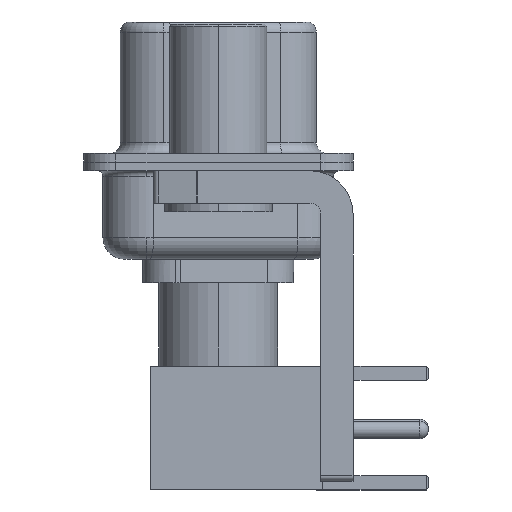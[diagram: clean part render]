
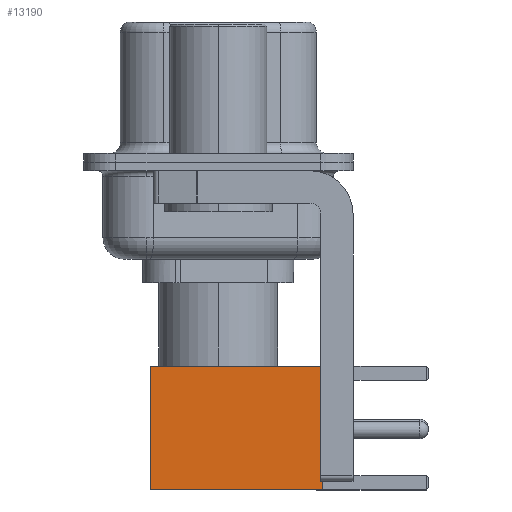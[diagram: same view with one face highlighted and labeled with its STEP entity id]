
A CAD part, left-side view. The second image highlights one B-rep face of the part: STEP entity #13190.
In plain terms, the highlighted face is planar.
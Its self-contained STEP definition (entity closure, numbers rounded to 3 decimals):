
#572 = EDGE_CURVE ( 'NONE', #14814, #19387, #15966, .T. ) ;
#720 = DIRECTION ( 'NONE',  ( 0., 0., -1. ) ) ;
#763 = LINE ( 'NONE', #12506, #895 ) ;
#777 = CARTESIAN_POINT ( 'NONE',  ( -2.875, 2.875, 0. ) ) ;
#895 = VECTOR ( 'NONE', #19140, 1000. ) ;
#1812 = VERTEX_POINT ( 'NONE', #9474 ) ;
#2153 = DIRECTION ( 'NONE',  ( -1., 0., 0. ) ) ;
#2266 = LINE ( 'NONE', #12650, #14828 ) ;
#2608 = AXIS2_PLACEMENT_3D ( 'NONE', #20751, #12450, #7321 ) ;
#3143 = EDGE_LOOP ( 'NONE', ( #14715, #17195, #3611, #21240 ) ) ;
#3611 = ORIENTED_EDGE ( 'NONE', *, *, #7725, .F. ) ;
#3866 = VECTOR ( 'NONE', #720, 1000. ) ;
#7321 = DIRECTION ( 'NONE',  ( 0., 0., 1. ) ) ;
#7725 = EDGE_CURVE ( 'NONE', #18107, #1812, #12628, .T. ) ;
#7903 = CARTESIAN_POINT ( 'NONE',  ( -2.875, 2.875, 8. ) ) ;
#9013 = CARTESIAN_POINT ( 'NONE',  ( 2.875, 2.875, 0. ) ) ;
#9106 = PLANE ( 'NONE',  #2608 ) ;
#9474 = CARTESIAN_POINT ( 'NONE',  ( -2.875, 2.875, 0. ) ) ;
#10960 = DIRECTION ( 'NONE',  ( 0., 0., -1. ) ) ;
#12336 = EDGE_CURVE ( 'NONE', #14814, #18107, #763, .T. ) ;
#12450 = DIRECTION ( 'NONE',  ( 0., 1., 0. ) ) ;
#12506 = CARTESIAN_POINT ( 'NONE',  ( 0., 2.875, 8. ) ) ;
#12628 = LINE ( 'NONE', #777, #15165 ) ;
#12650 = CARTESIAN_POINT ( 'NONE',  ( 0., 2.875, 0. ) ) ;
#13190 = ADVANCED_FACE ( 'NONE', ( #15849 ), #9106, .T. ) ;
#14715 = ORIENTED_EDGE ( 'NONE', *, *, #572, .T. ) ;
#14814 = VERTEX_POINT ( 'NONE', #18180 ) ;
#14828 = VECTOR ( 'NONE', #2153, 1000. ) ;
#15165 = VECTOR ( 'NONE', #10960, 1000. ) ;
#15849 = FACE_OUTER_BOUND ( 'NONE', #3143, .T. ) ;
#15966 = LINE ( 'NONE', #9013, #3866 ) ;
#17195 = ORIENTED_EDGE ( 'NONE', *, *, #17462, .T. ) ;
#17462 = EDGE_CURVE ( 'NONE', #19387, #1812, #2266, .T. ) ;
#18107 = VERTEX_POINT ( 'NONE', #7903 ) ;
#18180 = CARTESIAN_POINT ( 'NONE',  ( 2.875, 2.875, 8. ) ) ;
#19140 = DIRECTION ( 'NONE',  ( -1., 0., 0. ) ) ;
#19387 = VERTEX_POINT ( 'NONE', #20619 ) ;
#20619 = CARTESIAN_POINT ( 'NONE',  ( 2.875, 2.875, 0. ) ) ;
#20751 = CARTESIAN_POINT ( 'NONE',  ( 2.875, 2.875, 0. ) ) ;
#21240 = ORIENTED_EDGE ( 'NONE', *, *, #12336, .F. ) ;
